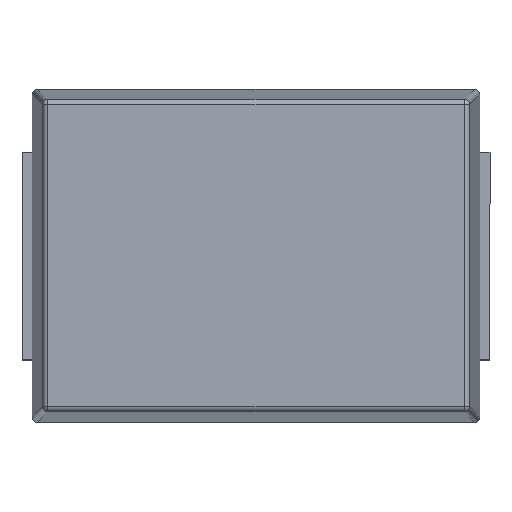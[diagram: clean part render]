
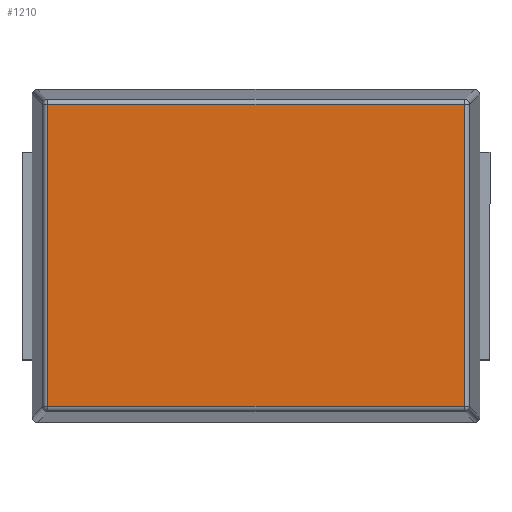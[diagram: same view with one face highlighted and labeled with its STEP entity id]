
A CAD part, top view. The second image highlights one B-rep face of the part: STEP entity #1210.
In plain terms, the highlighted planar face has unit normal (0, 0, 1).
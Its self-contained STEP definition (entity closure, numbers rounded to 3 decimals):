
#581=CARTESIAN_POINT('',(2.002,-1.452,3.4));
#582=VERTEX_POINT('',#581);
#607=CARTESIAN_POINT('',(-2.002,-1.452,3.4));
#608=VERTEX_POINT('',#607);
#651=CARTESIAN_POINT('',(2.002,1.452,3.4));
#652=VERTEX_POINT('',#651);
#677=CARTESIAN_POINT('',(-2.002,1.452,3.4));
#678=VERTEX_POINT('',#677);
#718=CARTESIAN_POINT('',(-2.002,1.452,3.4));
#719=DIRECTION('',(1.0,0.0,0.0));
#720=VECTOR('',#719,4.004);
#721=LINE('',#718,#720);
#722=EDGE_CURVE('',#678,#652,#721,.T.);
#740=CARTESIAN_POINT('',(-2.002,-1.452,3.4));
#741=DIRECTION('',(0.0,1.0,0.0));
#742=VECTOR('',#741,2.904);
#743=LINE('',#740,#742);
#744=EDGE_CURVE('',#608,#678,#743,.T.);
#784=CARTESIAN_POINT('',(2.002,1.452,3.4));
#785=DIRECTION('',(0.0,-1.0,0.0));
#786=VECTOR('',#785,2.904);
#787=LINE('',#784,#786);
#788=EDGE_CURVE('',#652,#582,#787,.T.);
#860=CARTESIAN_POINT('',(2.002,-1.452,3.4));
#861=DIRECTION('',(-1.0,0.0,0.0));
#862=VECTOR('',#861,4.004);
#863=LINE('',#860,#862);
#864=EDGE_CURVE('',#582,#608,#863,.T.);
#1199=CARTESIAN_POINT('',(0.,0.0,3.4));
#1200=DIRECTION('',(0.0,0.0,1.0));
#1201=DIRECTION('',(1.0,0.0,0.0));
#1202=AXIS2_PLACEMENT_3D('',#1199,#1200,#1201);
#1203=PLANE('',#1202);
#1204=ORIENTED_EDGE('',*,*,#722,.F.);
#1205=ORIENTED_EDGE('',*,*,#744,.F.);
#1206=ORIENTED_EDGE('',*,*,#864,.F.);
#1207=ORIENTED_EDGE('',*,*,#788,.F.);
#1208=EDGE_LOOP('',(#1204,#1205,#1206,#1207));
#1209=FACE_OUTER_BOUND('',#1208,.T.);
#1210=ADVANCED_FACE('',(#1209),#1203,.T.);
